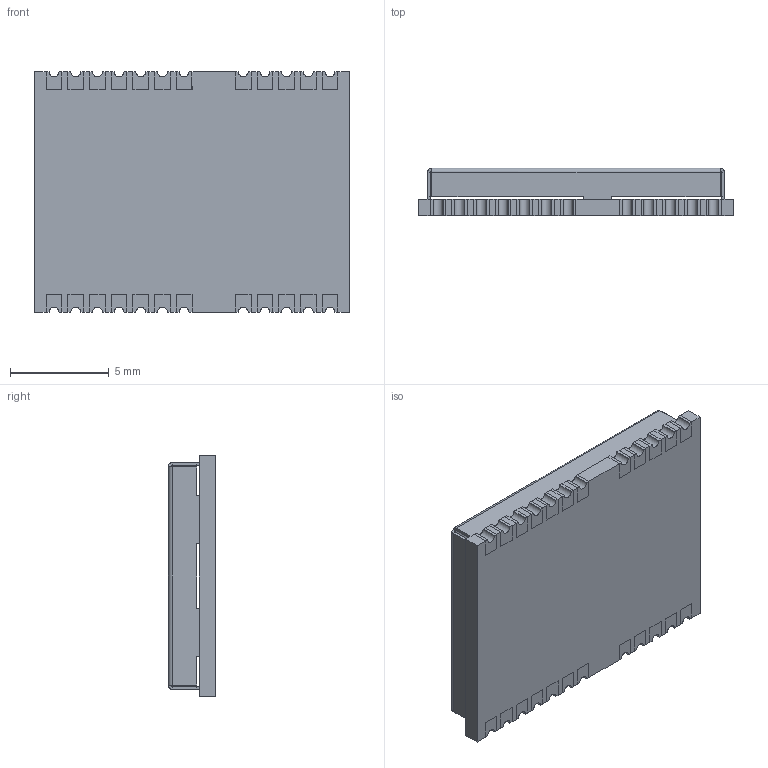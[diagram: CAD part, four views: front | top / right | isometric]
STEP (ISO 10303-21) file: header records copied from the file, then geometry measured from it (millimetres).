
FILE_DESCRIPTION(/* description */ (''),/* implementation_level */ '2;1');
FILE_NAME(/* name */ 'U Blok NEO-6M-0-001.step',/* time_stamp */ '2022-02-10T20:29:07+01:00',/* author */ (''),/* organization */ (''),/* preprocessor_version */ 'ST-DEVELOPER v18.1',/* originating_system */ 'Autodesk Translation Framework v10.13.0.1454',/* authorisation */ '');
FILE_SCHEMA (('AUTOMOTIVE_DESIGN { 1 0 10303 214 3 1 1 }'));
Length unit declared in the file: millimetre
Products named in the file (1): U-Blox NEO-6M
Bounding box: 16 x 2.4 x 12.2 mm (x, y, z)
Volume: 194.3 mm3; surface area: 1031.6 mm2
Topology: 26 solids, 26 shells, 356 faces, 880 edges, 576 vertices
Faces by surface type: plane 316, cylinder 32, bspline 8
Entity records: 10874 total; most frequent: CARTESIAN_POINT 2405, ORIENTED_EDGE 1760, DIRECTION 1610, EDGE_CURVE 880, LINE 816, VECTOR 816, VERTEX_POINT 576, AXIS2_PLACEMENT_3D 397
